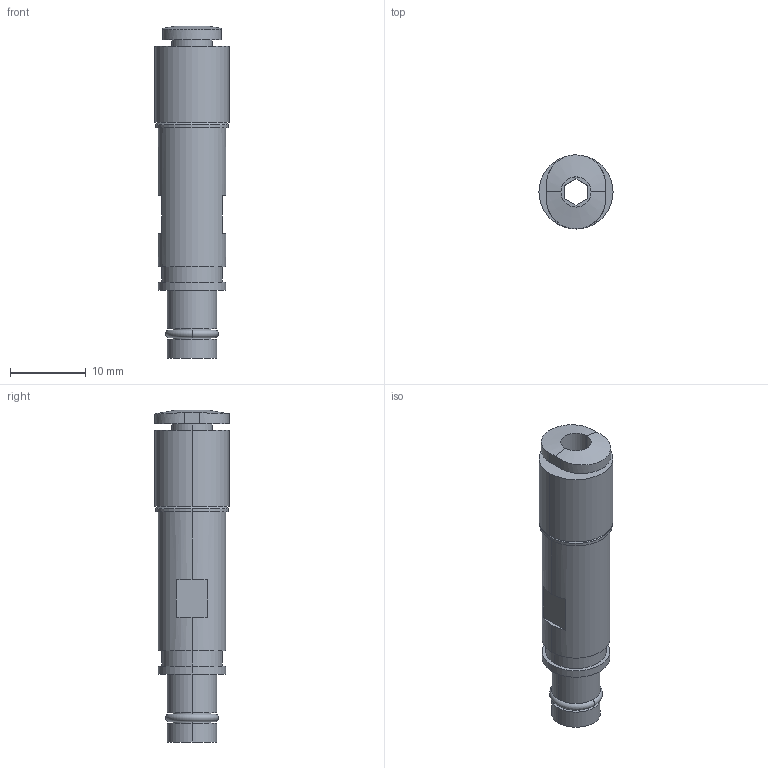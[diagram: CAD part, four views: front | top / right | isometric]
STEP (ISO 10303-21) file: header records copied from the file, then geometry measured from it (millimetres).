
FILE_DESCRIPTION(/* description */ (''),/* implementation_level */ '2;1');
FILE_NAME(/* name */ '3D_1011000010006_MPCM-OD4.0_V1.0.stp',/* time_stamp */ '2023-12-06T17:30:33+08:00',/* author */ (''),/* organization */ (''),/* preprocessor_version */ 'ST-DEVELOPER v18.1',/* originating_system */ 'SIEMENS PLM Software NX 1980',/* authorisation */ '');
FILE_SCHEMA (('AP203_CONFIGURATION_CONTROLLED_3D_DESIGN_OF_MECHANICAL_PARTS_AND_ASSEMBLIES_MIM_LF { 1 0 10303 403 2 1 2}'));
Length unit declared in the file: millimetre
Products named in the file (1): 3D_1011000010006_MPCM-OD4.0_V1.0_stp
Bounding box: 9.8 x 9.8 x 43.95 mm (x, y, z)
Volume: 2027.5 mm3; surface area: 2077.8 mm2
Topology: 1 solids, 1 shells, 62 faces, 148 edges, 99 vertices
Faces by surface type: cylinder 28, plane 27, cone 5, torus 2
Entity records: 2417 total; most frequent: CARTESIAN_POINT 435, DIRECTION 314, ORIENTED_EDGE 298, EDGE_CURVE 149, AXIS2_PLACEMENT_3D 126, VERTEX_POINT 101, EDGE_LOOP 76, CIRCLE 63
